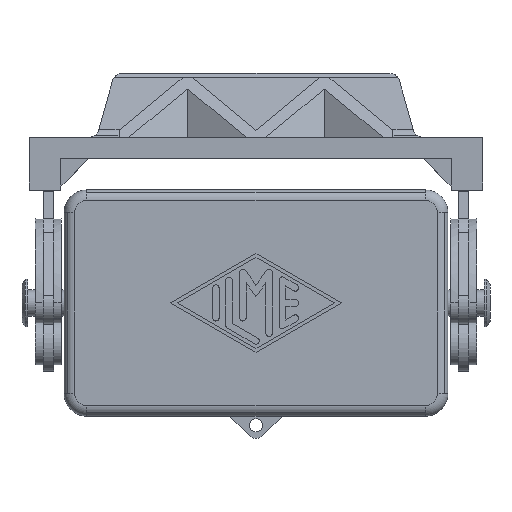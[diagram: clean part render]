
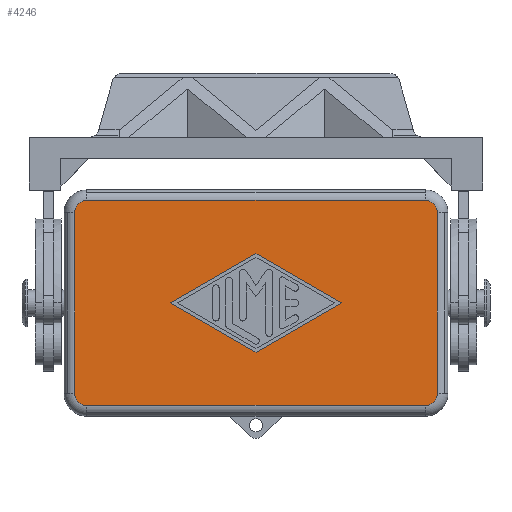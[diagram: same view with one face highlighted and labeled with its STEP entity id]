
A CAD part, top view. The second image highlights one B-rep face of the part: STEP entity #4246.
In plain terms, the highlighted planar face has unit normal (0, 0, 1).
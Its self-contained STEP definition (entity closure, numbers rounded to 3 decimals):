
#143=CARTESIAN_POINT('',(34.5,17.2,12.));
#144=VERTEX_POINT('',#143);
#152=CARTESIAN_POINT('',(34.5,-17.2,12.));
#153=VERTEX_POINT('',#152);
#154=CARTESIAN_POINT('',(34.5,17.2,12.));
#155=DIRECTION('',(0.0,-1.0,0.0));
#156=VECTOR('',#155,34.4);
#157=LINE('',#154,#156);
#158=EDGE_CURVE('',#144,#153,#157,.T.);
#227=CARTESIAN_POINT('',(32.2,-19.5,12.));
#228=VERTEX_POINT('',#227);
#236=CARTESIAN_POINT('',(-32.2,-19.5,12.));
#237=VERTEX_POINT('',#236);
#238=CARTESIAN_POINT('',(32.2,-19.5,12.));
#239=DIRECTION('',(-1.0,0.0,0.0));
#240=VECTOR('',#239,64.4);
#241=LINE('',#238,#240);
#242=EDGE_CURVE('',#228,#237,#241,.T.);
#311=CARTESIAN_POINT('',(-34.5,-17.2,12.));
#312=VERTEX_POINT('',#311);
#320=CARTESIAN_POINT('',(-34.5,17.2,12.));
#321=VERTEX_POINT('',#320);
#322=CARTESIAN_POINT('',(-34.5,-17.2,12.));
#323=DIRECTION('',(0.0,1.0,0.0));
#324=VECTOR('',#323,34.4);
#325=LINE('',#322,#324);
#326=EDGE_CURVE('',#312,#321,#325,.T.);
#353=CARTESIAN_POINT('',(-32.2,19.5,12.));
#354=VERTEX_POINT('',#353);
#362=CARTESIAN_POINT('',(32.2,19.5,12.));
#363=VERTEX_POINT('',#362);
#364=CARTESIAN_POINT('',(-32.2,19.5,12.));
#365=DIRECTION('',(1.0,0.0,0.0));
#366=VECTOR('',#365,64.4);
#367=LINE('',#364,#366);
#368=EDGE_CURVE('',#354,#363,#367,.T.);
#3436=CARTESIAN_POINT('',(-16.25,0.,12.));
#3437=VERTEX_POINT('',#3436);
#3444=CARTESIAN_POINT('',(0.,-9.375,12.));
#3445=VERTEX_POINT('',#3444);
#3446=CARTESIAN_POINT('',(0.,-9.375,12.));
#3447=DIRECTION('',(-0.866,0.5,0.0));
#3448=VECTOR('',#3447,18.76);
#3449=LINE('',#3446,#3448);
#3450=EDGE_CURVE('',#3445,#3437,#3449,.T.);
#3475=CARTESIAN_POINT('',(16.25,0.,12.));
#3476=VERTEX_POINT('',#3475);
#3477=CARTESIAN_POINT('',(16.25,0.,12.));
#3478=DIRECTION('',(-0.866,-0.5,0.0));
#3479=VECTOR('',#3478,18.76);
#3480=LINE('',#3477,#3479);
#3481=EDGE_CURVE('',#3476,#3445,#3480,.T.);
#3506=CARTESIAN_POINT('',(0.,9.375,12.));
#3507=VERTEX_POINT('',#3506);
#3508=CARTESIAN_POINT('',(0.,9.375,12.));
#3509=DIRECTION('',(0.866,-0.5,0.0));
#3510=VECTOR('',#3509,18.76);
#3511=LINE('',#3508,#3510);
#3512=EDGE_CURVE('',#3507,#3476,#3511,.T.);
#3535=CARTESIAN_POINT('',(-16.25,0.,12.));
#3536=DIRECTION('',(0.866,0.5,0.0));
#3537=VECTOR('',#3536,18.76);
#3538=LINE('',#3535,#3537);
#3539=EDGE_CURVE('',#3437,#3507,#3538,.T.);
#4201=CARTESIAN_POINT('',(0.0,0.0,12.));
#4202=DIRECTION('',(0.0,0.0,1.0));
#4203=DIRECTION('',(1.0,0.0,0.0));
#4204=AXIS2_PLACEMENT_3D('',#4201,#4202,#4203);
#4205=PLANE('',#4204);
#4206=CARTESIAN_POINT('',(-32.2,17.2,12.));
#4207=DIRECTION('',(0.0,0.0,-1.));
#4208=DIRECTION('',(-0.707,0.707,0.0));
#4209=AXIS2_PLACEMENT_3D('',#4206,#4207,#4208);
#4210=CIRCLE('',#4209,2.3);
#4211=EDGE_CURVE('',#321,#354,#4210,.T.);
#4212=ORIENTED_EDGE('',*,*,#4211,.F.);
#4213=ORIENTED_EDGE('',*,*,#326,.F.);
#4214=CARTESIAN_POINT('',(-32.2,-17.2,12.));
#4215=DIRECTION('',(0.0,0.0,-1.));
#4216=DIRECTION('',(-0.707,-0.707,0.0));
#4217=AXIS2_PLACEMENT_3D('',#4214,#4215,#4216);
#4218=CIRCLE('',#4217,2.3);
#4219=EDGE_CURVE('',#237,#312,#4218,.T.);
#4220=ORIENTED_EDGE('',*,*,#4219,.F.);
#4221=ORIENTED_EDGE('',*,*,#242,.F.);
#4222=CARTESIAN_POINT('',(32.2,-17.2,12.));
#4223=DIRECTION('',(0.0,0.0,-1.));
#4224=DIRECTION('',(0.707,-0.707,0.0));
#4225=AXIS2_PLACEMENT_3D('',#4222,#4223,#4224);
#4226=CIRCLE('',#4225,2.3);
#4227=EDGE_CURVE('',#153,#228,#4226,.T.);
#4228=ORIENTED_EDGE('',*,*,#4227,.F.);
#4229=ORIENTED_EDGE('',*,*,#158,.F.);
#4230=CARTESIAN_POINT('',(32.2,17.2,12.));
#4231=DIRECTION('',(0.0,0.0,-1.0));
#4232=DIRECTION('',(0.707,0.707,0.0));
#4233=AXIS2_PLACEMENT_3D('',#4230,#4231,#4232);
#4234=CIRCLE('',#4233,2.3);
#4235=EDGE_CURVE('',#363,#144,#4234,.T.);
#4236=ORIENTED_EDGE('',*,*,#4235,.F.);
#4237=ORIENTED_EDGE('',*,*,#368,.F.);
#4238=EDGE_LOOP('',(#4212,#4213,#4220,#4221,#4228,#4229,#4236,#4237));
#4239=FACE_OUTER_BOUND('',#4238,.T.);
#4240=ORIENTED_EDGE('',*,*,#3450,.T.);
#4241=ORIENTED_EDGE('',*,*,#3539,.T.);
#4242=ORIENTED_EDGE('',*,*,#3512,.T.);
#4243=ORIENTED_EDGE('',*,*,#3481,.T.);
#4244=EDGE_LOOP('',(#4240,#4241,#4242,#4243));
#4245=FACE_BOUND('',#4244,.T.);
#4246=ADVANCED_FACE('',(#4239,#4245),#4205,.T.);
